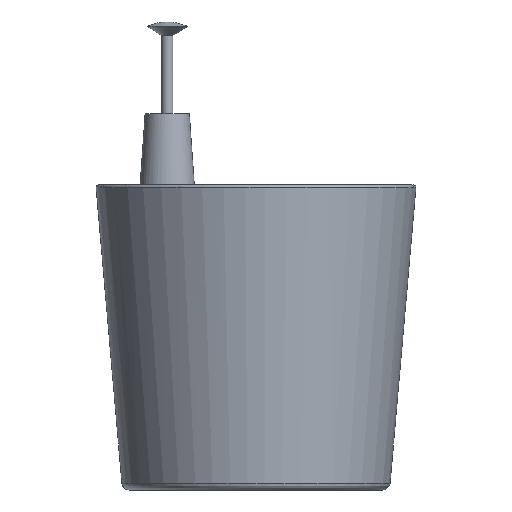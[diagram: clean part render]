
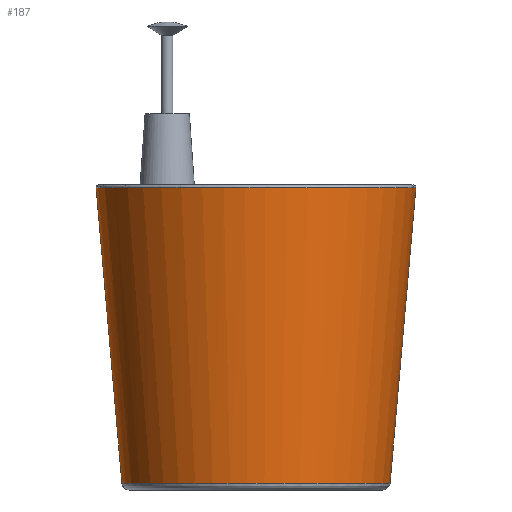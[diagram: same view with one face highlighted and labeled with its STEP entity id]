
A CAD part, front view. The second image highlights one B-rep face of the part: STEP entity #187.
In plain terms, the highlighted free-form (B-spline) face has degree [2, 1] with [7, 2] control points.
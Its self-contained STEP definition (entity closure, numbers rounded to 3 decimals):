
#187 = ADVANCED_FACE('',(#188),#236,.T.);
#188 = FACE_BOUND('',#189,.T.);
#189 = EDGE_LOOP('',(#190,#202,#209,#219,#227,#228));
#190 = ORIENTED_EDGE('',*,*,#191,.F.);
#191 = EDGE_CURVE('',#192,#194,#196,.T.);
#192 = VERTEX_POINT('',#193);
#193 = CARTESIAN_POINT('',(61.806,0.,116.79));
#194 = VERTEX_POINT('',#195);
#195 = CARTESIAN_POINT('',(-61.806,0.,116.79));
#196 = ( BOUNDED_CURVE() B_SPLINE_CURVE(2,(#197,#198,#199,#200,#201),
.UNSPECIFIED.,.F.,.F.) B_SPLINE_CURVE_WITH_KNOTS((3,2,3),(0.,
1.571,3.142),.PIECEWISE_BEZIER_KNOTS.) CURVE() 
GEOMETRIC_REPRESENTATION_ITEM() RATIONAL_B_SPLINE_CURVE((1.,
0.707,1.,0.707,1.)) REPRESENTATION_ITEM('') );
#197 = CARTESIAN_POINT('',(61.806,0.,116.79));
#198 = CARTESIAN_POINT('',(61.806,61.806,
    116.79));
#199 = CARTESIAN_POINT('',(0.,61.806,
    116.79));
#200 = CARTESIAN_POINT('',(-61.806,61.806,
    116.79));
#201 = CARTESIAN_POINT('',(-61.806,0.,
    116.79));
#202 = ORIENTED_EDGE('',*,*,#203,.F.);
#203 = EDGE_CURVE('',#204,#192,#206,.T.);
#204 = VERTEX_POINT('',#205);
#205 = CARTESIAN_POINT('',(51.822,0.,
    2.691));
#206 = B_SPLINE_CURVE_WITH_KNOTS('',1,(#207,#208),.UNSPECIFIED.,.F.,.F.,
  (2,2),(1.833,79.542),.PIECEWISE_BEZIER_KNOTS.);
#207 = CARTESIAN_POINT('',(51.822,0.,
    2.691));
#208 = CARTESIAN_POINT('',(61.806,0.,
    116.79));
#209 = ORIENTED_EDGE('',*,*,#210,.F.);
#210 = EDGE_CURVE('',#211,#204,#213,.T.);
#211 = VERTEX_POINT('',#212);
#212 = CARTESIAN_POINT('',(-51.822,0.,2.691));
#213 = ( BOUNDED_CURVE() B_SPLINE_CURVE(2,(#214,#215,#216,#217,#218),
.UNSPECIFIED.,.F.,.F.) B_SPLINE_CURVE_WITH_KNOTS((3,2,3),(0.,
1.571,3.142),.PIECEWISE_BEZIER_KNOTS.) CURVE() 
GEOMETRIC_REPRESENTATION_ITEM() RATIONAL_B_SPLINE_CURVE((1.,
0.707,1.,0.707,1.)) REPRESENTATION_ITEM('') );
#214 = CARTESIAN_POINT('',(-51.822,0.,2.691));
#215 = CARTESIAN_POINT('',(-51.822,51.822,
    2.691));
#216 = CARTESIAN_POINT('',(0.,51.822,
    2.691));
#217 = CARTESIAN_POINT('',(51.822,51.822,
    2.691));
#218 = CARTESIAN_POINT('',(51.822,0.,
    2.691));
#219 = ORIENTED_EDGE('',*,*,#220,.F.);
#220 = EDGE_CURVE('',#204,#211,#221,.T.);
#221 = ( BOUNDED_CURVE() B_SPLINE_CURVE(2,(#222,#223,#224,#225,#226),
.UNSPECIFIED.,.F.,.F.) B_SPLINE_CURVE_WITH_KNOTS((3,2,3),(3.142,
4.712,6.283),.PIECEWISE_BEZIER_KNOTS.) CURVE() 
GEOMETRIC_REPRESENTATION_ITEM() RATIONAL_B_SPLINE_CURVE((1.,
0.707,1.,0.707,1.)) REPRESENTATION_ITEM('') );
#222 = CARTESIAN_POINT('',(51.822,0.,
    2.691));
#223 = CARTESIAN_POINT('',(51.822,-51.822,
    2.691));
#224 = CARTESIAN_POINT('',(0.,-51.822,
    2.691));
#225 = CARTESIAN_POINT('',(-51.822,-51.822,
    2.691));
#226 = CARTESIAN_POINT('',(-51.822,0.,
    2.691));
#227 = ORIENTED_EDGE('',*,*,#203,.T.);
#228 = ORIENTED_EDGE('',*,*,#229,.F.);
#229 = EDGE_CURVE('',#194,#192,#230,.T.);
#230 = ( BOUNDED_CURVE() B_SPLINE_CURVE(2,(#231,#232,#233,#234,#235),
.UNSPECIFIED.,.F.,.F.) B_SPLINE_CURVE_WITH_KNOTS((3,2,3),(3.142,
4.712,6.283),.PIECEWISE_BEZIER_KNOTS.) CURVE() 
GEOMETRIC_REPRESENTATION_ITEM() RATIONAL_B_SPLINE_CURVE((1.,
0.707,1.,0.707,1.)) REPRESENTATION_ITEM('') );
#231 = CARTESIAN_POINT('',(-61.806,0.,
    116.79));
#232 = CARTESIAN_POINT('',(-61.806,-61.806,
    116.79));
#233 = CARTESIAN_POINT('',(0.,-61.806,
    116.79));
#234 = CARTESIAN_POINT('',(61.806,-61.806,
    116.79));
#235 = CARTESIAN_POINT('',(61.806,0.,
    116.79));
#236 = ( BOUNDED_SURFACE() B_SPLINE_SURFACE(2,1,(
    (#237,#238)
    ,(#239,#240)
    ,(#241,#242)
    ,(#243,#244)
    ,(#245,#246)
    ,(#247,#248)
,(#249,#250
    )),.UNSPECIFIED.,.T.,.F.,.F.) B_SPLINE_SURFACE_WITH_KNOTS((1,2,2,2,2
    ,1),(2,2),(-2.094,0.,2.094,4.189,
    6.283,8.378),(1.833,79.542),
.UNSPECIFIED.) GEOMETRIC_REPRESENTATION_ITEM() RATIONAL_B_SPLINE_SURFACE
((
    (1.,1.)
    ,(0.5,0.5)
    ,(1.,1.)
    ,(0.5,0.5)
    ,(1.,1.)
    ,(0.5,0.5)
,(1.,1.))) REPRESENTATION_ITEM('') SURFACE() );
#237 = CARTESIAN_POINT('',(51.822,0.,2.691));
#238 = CARTESIAN_POINT('',(61.806,0.,116.79));
#239 = CARTESIAN_POINT('',(51.822,89.758,
    2.691));
#240 = CARTESIAN_POINT('',(61.806,107.05,
    116.79));
#241 = CARTESIAN_POINT('',(-25.911,44.879,2.691
    ));
#242 = CARTESIAN_POINT('',(-30.903,53.525,
    116.79));
#243 = CARTESIAN_POINT('',(-103.644,0.,
    2.691));
#244 = CARTESIAN_POINT('',(-123.611,0.,
    116.79));
#245 = CARTESIAN_POINT('',(-25.911,-44.879,
    2.691));
#246 = CARTESIAN_POINT('',(-30.903,-53.525,
    116.79));
#247 = CARTESIAN_POINT('',(51.822,-89.758,
    2.691));
#248 = CARTESIAN_POINT('',(61.806,-107.05,
    116.79));
#249 = CARTESIAN_POINT('',(51.822,0.,2.691));
#250 = CARTESIAN_POINT('',(61.806,0.,116.79));
